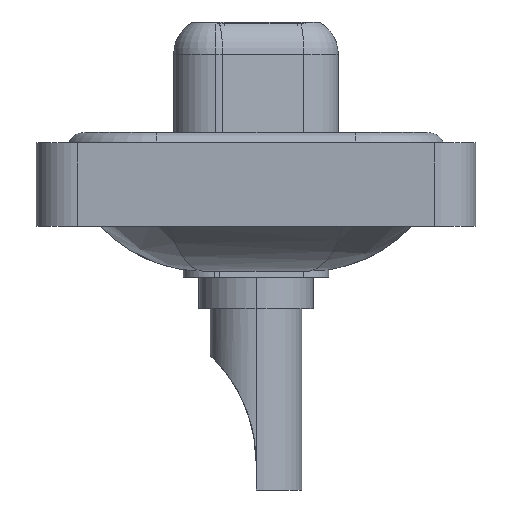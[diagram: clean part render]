
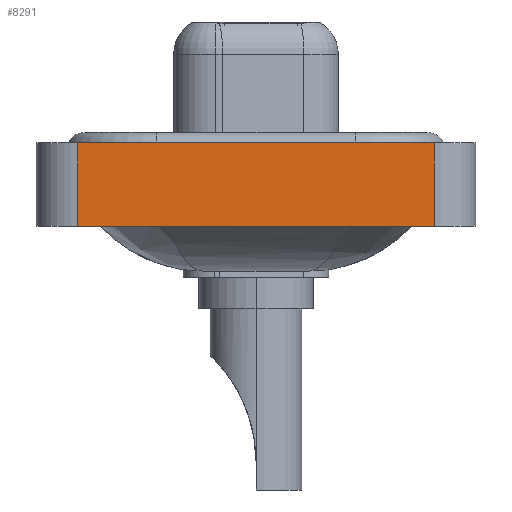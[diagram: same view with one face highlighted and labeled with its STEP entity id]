
A CAD part, left-side view. The second image highlights one B-rep face of the part: STEP entity #8291.
In plain terms, the highlighted planar face has unit normal (-1, 0, 0).
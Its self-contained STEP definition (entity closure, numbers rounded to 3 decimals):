
#52 = CARTESIAN_POINT ( 'NONE',  ( -7.25, 8.55, 0.4 ) ) ;
#1510 = VECTOR ( 'NONE', #10788, 1000. ) ;
#2436 = VERTEX_POINT ( 'NONE', #12094 ) ;
#2475 = LINE ( 'NONE', #4963, #12234 ) ;
#2667 = LINE ( 'NONE', #16114, #1510 ) ;
#4590 = LINE ( 'NONE', #5830, #4885 ) ;
#4885 = VECTOR ( 'NONE', #15307, 1000. ) ;
#4963 = CARTESIAN_POINT ( 'NONE',  ( -7.25, -8.55, -3.6 ) ) ;
#5830 = CARTESIAN_POINT ( 'NONE',  ( -7.25, -8.55, 0.4 ) ) ;
#5904 = ORIENTED_EDGE ( 'NONE', *, *, #6688, .F. ) ;
#5931 = VERTEX_POINT ( 'NONE', #6230 ) ;
#5939 = DIRECTION ( 'NONE',  ( -1., 0., 0. ) ) ;
#6230 = CARTESIAN_POINT ( 'NONE',  ( -7.25, 8.55, -3.6 ) ) ;
#6284 = CARTESIAN_POINT ( 'NONE',  ( -7.25, -8.55, -3.6 ) ) ;
#6688 = EDGE_CURVE ( 'NONE', #10319, #13852, #4590, .T. ) ;
#6715 = LINE ( 'NONE', #14360, #7539 ) ;
#7539 = VECTOR ( 'NONE', #13228, 1000. ) ;
#8291 = ADVANCED_FACE ( 'NONE', ( #10263 ), #15332, .T. ) ;
#9174 = EDGE_CURVE ( 'NONE', #5931, #2436, #2475, .T. ) ;
#9286 = DIRECTION ( 'NONE',  ( 0., -1., 0. ) ) ;
#9385 = EDGE_CURVE ( 'NONE', #5931, #10319, #2667, .T. ) ;
#10263 = FACE_OUTER_BOUND ( 'NONE', #17365, .T. ) ;
#10319 = VERTEX_POINT ( 'NONE', #52 ) ;
#10788 = DIRECTION ( 'NONE',  ( 0., 0., 1. ) ) ;
#11657 = DIRECTION ( 'NONE',  ( 0., 0., 1. ) ) ;
#11690 = AXIS2_PLACEMENT_3D ( 'NONE', #6284, #5939, #11657 ) ;
#12094 = CARTESIAN_POINT ( 'NONE',  ( -7.25, -8.55, -3.6 ) ) ;
#12234 = VECTOR ( 'NONE', #9286, 1000. ) ;
#12270 = CARTESIAN_POINT ( 'NONE',  ( -7.25, -8.55, 0.4 ) ) ;
#13228 = DIRECTION ( 'NONE',  ( 0., 0., 1. ) ) ;
#13852 = VERTEX_POINT ( 'NONE', #12270 ) ;
#14360 = CARTESIAN_POINT ( 'NONE',  ( -7.25, -8.55, -3.6 ) ) ;
#14953 = ORIENTED_EDGE ( 'NONE', *, *, #9174, .T. ) ;
#14960 = ORIENTED_EDGE ( 'NONE', *, *, #9385, .F. ) ;
#15307 = DIRECTION ( 'NONE',  ( 0., -1., 0. ) ) ;
#15332 = PLANE ( 'NONE',  #11690 ) ;
#16114 = CARTESIAN_POINT ( 'NONE',  ( -7.25, 8.55, -3.6 ) ) ;
#16171 = EDGE_CURVE ( 'NONE', #2436, #13852, #6715, .T. ) ;
#16668 = ORIENTED_EDGE ( 'NONE', *, *, #16171, .T. ) ;
#17365 = EDGE_LOOP ( 'NONE', ( #16668, #5904, #14960, #14953 ) ) ;
